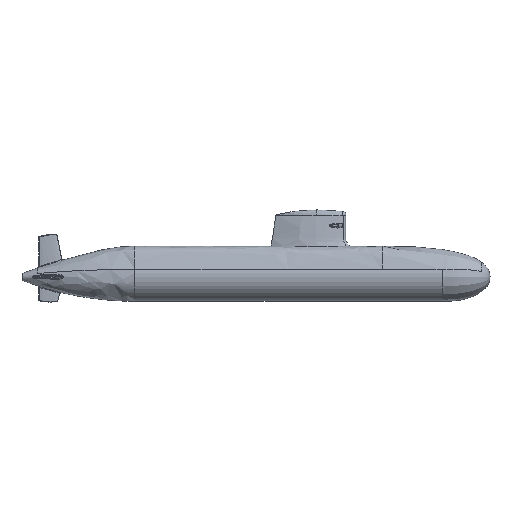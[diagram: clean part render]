
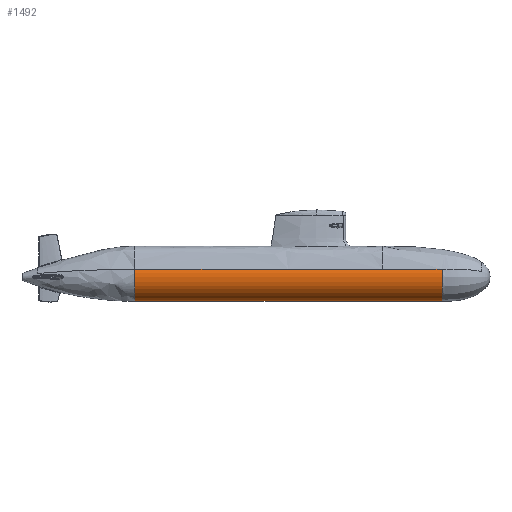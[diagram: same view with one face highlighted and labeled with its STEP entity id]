
A CAD part, left-side view. The second image highlights one B-rep face of the part: STEP entity #1492.
In plain terms, the highlighted cylindrical face has radius 30.78 mm (diameter 61.56 mm), a partial arc.
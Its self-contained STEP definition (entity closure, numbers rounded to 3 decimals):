
#19=CYLINDRICAL_SURFACE('',#1580,30.78);
#44=LINE('',#8100,#52);
#45=LINE('',#8102,#53);
#47=LINE('',#9145,#55);
#48=LINE('',#9146,#56);
#52=VECTOR('',#1721,5.4);
#53=VECTOR('',#1722,5.4);
#55=VECTOR('',#1726,5.4);
#56=VECTOR('',#1727,5.4);
#146=FACE_OUTER_BOUND('',#245,.T.);
#245=EDGE_LOOP('',(#1279,#1280,#1281,#1282,#1283,#1284,#1285,#1286,#1287));
#406=B_SPLINE_CURVE_WITH_KNOTS('',3,(#9074,#9075,#9076,#9077,#9078,#9079,
#9080,#9081,#9082,#9083,#9084,#9085,#9086,#9087,#9088,#9089,#9090,#9091,
#9092,#9093,#9094,#9095),.UNSPECIFIED.,.F.,.F.,(4,2,2,2,2,1,2,1,2,2,2,4),
(0.,0.084,0.159,0.207,0.364,
0.434,0.504,0.534,0.564,
0.58,0.585,0.598),.UNSPECIFIED.);
#408=B_SPLINE_CURVE_WITH_KNOTS('',3,(#9150,#9151,#9152,#9153,#9154,#9155,
#9156,#9157,#9158,#9159,#9160,#9161,#9162,#9163,#9164,#9165,#9166,#9167,
#9168,#9169,#9170,#9171),.UNSPECIFIED.,.F.,.F.,(4,2,2,2,2,1,2,1,2,2,2,4),
(0.,0.084,0.159,0.207,0.364,
0.434,0.504,0.534,0.564,
0.58,0.585,0.598),.UNSPECIFIED.);
#439=CIRCLE('',#1534,30.78);
#473=CIRCLE('',#1578,30.78);
#474=CIRCLE('',#1581,30.78);
#533=VERTEX_POINT('',#4439);
#534=VERTEX_POINT('',#4444);
#594=VERTEX_POINT('',#8099);
#595=VERTEX_POINT('',#8101);
#608=VERTEX_POINT('',#8540);
#609=VERTEX_POINT('',#8547);
#611=VERTEX_POINT('',#9134);
#612=VERTEX_POINT('',#9144);
#613=VERTEX_POINT('',#9149);
#705=EDGE_CURVE('',#534,#533,#439,.T.);
#821=EDGE_CURVE('',#534,#594,#44,.T.);
#822=EDGE_CURVE('',#595,#594,#45,.T.);
#836=EDGE_CURVE('',#608,#609,#473,.T.);
#841=EDGE_CURVE('',#595,#608,#406,.T.);
#843=EDGE_CURVE('',#611,#612,#47,.T.);
#844=EDGE_CURVE('',#612,#533,#48,.T.);
#845=EDGE_CURVE('',#611,#613,#408,.T.);
#846=EDGE_CURVE('',#613,#609,#474,.T.);
#1279=ORIENTED_EDGE('',*,*,#843,.F.);
#1280=ORIENTED_EDGE('',*,*,#845,.T.);
#1281=ORIENTED_EDGE('',*,*,#846,.T.);
#1282=ORIENTED_EDGE('',*,*,#836,.F.);
#1283=ORIENTED_EDGE('',*,*,#841,.F.);
#1284=ORIENTED_EDGE('',*,*,#822,.T.);
#1285=ORIENTED_EDGE('',*,*,#821,.F.);
#1286=ORIENTED_EDGE('',*,*,#705,.T.);
#1287=ORIENTED_EDGE('',*,*,#844,.F.);
#1492=ADVANCED_FACE('',(#146),#19,.T.);
#1534=AXIS2_PLACEMENT_3D('',#4445,#1632,#1633);
#1578=AXIS2_PLACEMENT_3D('',#8548,#1724,#1725);
#1580=AXIS2_PLACEMENT_3D('',#9148,#1730,#1731);
#1581=AXIS2_PLACEMENT_3D('',#9172,#1732,#1733);
#1632=DIRECTION('center_axis',(0.,-1.,0.));
#1633=DIRECTION('ref_axis',(1.,0.,0.));
#1721=DIRECTION('',(0.,-1.,0.));
#1722=DIRECTION('',(0.,1.,0.));
#1724=DIRECTION('center_axis',(0.,-1.,0.));
#1725=DIRECTION('ref_axis',(1.,0.,0.));
#1726=DIRECTION('',(0.,1.,0.));
#1727=DIRECTION('',(0.,1.,0.));
#1730=DIRECTION('center_axis',(0.,1.,0.));
#1731=DIRECTION('ref_axis',(0.,0.,-1.));
#1732=DIRECTION('center_axis',(0.,1.,0.));
#1733=DIRECTION('ref_axis',(-1.,0.,0.));
#4439=CARTESIAN_POINT('',(29.205,255.4,9.674));
#4444=CARTESIAN_POINT('',(-29.205,255.4,9.674));
#4445=CARTESIAN_POINT('Origin',(0.,255.4,
-0.046));
#8099=CARTESIAN_POINT('',(-29.205,62.08,9.674));
#8100=CARTESIAN_POINT('',(-29.205,99.34,9.674));
#8101=CARTESIAN_POINT('',(-29.205,-56.72,9.674));
#8102=CARTESIAN_POINT('',(-29.205,-56.72,9.674));
#8540=CARTESIAN_POINT('',(-29.205,-132.32,9.674));
#8547=CARTESIAN_POINT('',(0.,-132.32,-30.826));
#8548=CARTESIAN_POINT('Origin',(0.,-132.32,
-0.046));
#9074=CARTESIAN_POINT('Ctrl Pts',(-29.205,-56.72,9.674));
#9075=CARTESIAN_POINT('Ctrl Pts',(-29.205,-60.792,9.674));
#9076=CARTESIAN_POINT('Ctrl Pts',(-29.205,-64.82,9.675));
#9077=CARTESIAN_POINT('Ctrl Pts',(-29.204,-72.31,9.676));
#9078=CARTESIAN_POINT('Ctrl Pts',(-29.204,-75.788,9.677));
#9079=CARTESIAN_POINT('Ctrl Pts',(-29.204,-81.563,9.678));
#9080=CARTESIAN_POINT('Ctrl Pts',(-29.204,-83.85,9.677));
#9081=CARTESIAN_POINT('Ctrl Pts',(-29.205,-93.578,9.675));
#9082=CARTESIAN_POINT('Ctrl Pts',(-29.206,-100.996,9.672));
#9083=CARTESIAN_POINT('Ctrl Pts',(-29.204,-110.9,9.678));
#9084=CARTESIAN_POINT('Ctrl Pts',(-29.202,-116.905,9.683));
#9085=CARTESIAN_POINT('Ctrl Pts',(-29.201,-121.849,9.687));
#9086=CARTESIAN_POINT('Ctrl Pts',(-29.2,-124.848,9.688));
#9087=CARTESIAN_POINT('Ctrl Pts',(-29.2,-126.952,9.688));
#9088=CARTESIAN_POINT('Ctrl Pts',(-29.201,-128.875,9.687));
#9089=CARTESIAN_POINT('Ctrl Pts',(-29.202,-130.092,9.684));
#9090=CARTESIAN_POINT('Ctrl Pts',(-29.202,-130.547,9.683));
#9091=CARTESIAN_POINT('Ctrl Pts',(-29.203,-131.1,9.681));
#9092=CARTESIAN_POINT('Ctrl Pts',(-29.203,-131.228,9.681));
#9093=CARTESIAN_POINT('Ctrl Pts',(-29.203,-131.66,9.679));
#9094=CARTESIAN_POINT('Ctrl Pts',(-29.204,-132.,9.677));
#9095=CARTESIAN_POINT('Ctrl Pts',(-29.205,-132.32,9.674));
#9134=CARTESIAN_POINT('',(29.205,-56.72,9.674));
#9144=CARTESIAN_POINT('',(29.205,62.08,9.674));
#9145=CARTESIAN_POINT('',(29.205,99.34,9.674));
#9146=CARTESIAN_POINT('',(29.205,-56.72,9.674));
#9148=CARTESIAN_POINT('Origin',(0.,61.54,
-0.046));
#9149=CARTESIAN_POINT('',(29.205,-132.32,9.674));
#9150=CARTESIAN_POINT('Ctrl Pts',(29.205,-56.72,9.674));
#9151=CARTESIAN_POINT('Ctrl Pts',(29.205,-60.792,9.674));
#9152=CARTESIAN_POINT('Ctrl Pts',(29.205,-64.82,9.675));
#9153=CARTESIAN_POINT('Ctrl Pts',(29.204,-72.31,9.676));
#9154=CARTESIAN_POINT('Ctrl Pts',(29.204,-75.788,9.677));
#9155=CARTESIAN_POINT('Ctrl Pts',(29.204,-81.563,9.678));
#9156=CARTESIAN_POINT('Ctrl Pts',(29.204,-83.85,9.677));
#9157=CARTESIAN_POINT('Ctrl Pts',(29.205,-93.578,9.675));
#9158=CARTESIAN_POINT('Ctrl Pts',(29.206,-100.996,9.672));
#9159=CARTESIAN_POINT('Ctrl Pts',(29.204,-110.9,9.678));
#9160=CARTESIAN_POINT('Ctrl Pts',(29.202,-116.905,9.683));
#9161=CARTESIAN_POINT('Ctrl Pts',(29.201,-121.849,9.687));
#9162=CARTESIAN_POINT('Ctrl Pts',(29.2,-124.848,9.688));
#9163=CARTESIAN_POINT('Ctrl Pts',(29.2,-126.952,9.688));
#9164=CARTESIAN_POINT('Ctrl Pts',(29.201,-128.875,9.687));
#9165=CARTESIAN_POINT('Ctrl Pts',(29.202,-130.092,9.684));
#9166=CARTESIAN_POINT('Ctrl Pts',(29.202,-130.547,9.683));
#9167=CARTESIAN_POINT('Ctrl Pts',(29.203,-131.1,9.681));
#9168=CARTESIAN_POINT('Ctrl Pts',(29.203,-131.228,9.681));
#9169=CARTESIAN_POINT('Ctrl Pts',(29.203,-131.66,9.679));
#9170=CARTESIAN_POINT('Ctrl Pts',(29.204,-132.,9.677));
#9171=CARTESIAN_POINT('Ctrl Pts',(29.205,-132.32,9.674));
#9172=CARTESIAN_POINT('Origin',(0.,-132.32,
-0.046));
